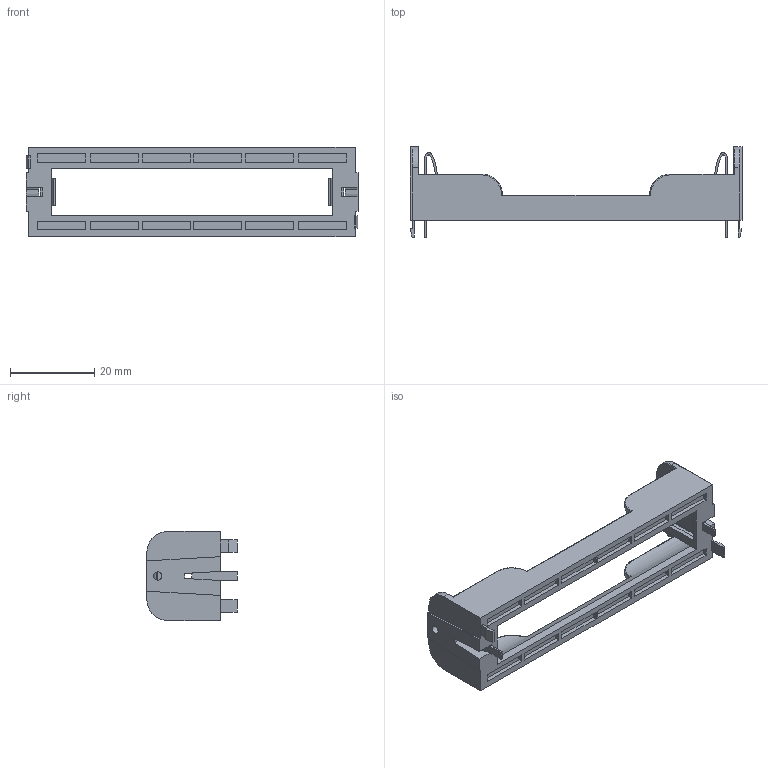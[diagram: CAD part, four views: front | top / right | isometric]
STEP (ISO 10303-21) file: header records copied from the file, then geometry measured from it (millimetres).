
FILE_DESCRIPTION(/* description */ (''),/* implementation_level */ '2;1');
FILE_NAME(/* name */ '18650_1_through_hole.step',/* time_stamp */ '2018-05-25T13:38:59+02:00',/* author */ ('alexandre.masny'),/* organization */ (''),/* preprocessor_version */ 'ST-DEVELOPER v17',/* originating_system */ 'Autodesk Translation Framework v7.1.0.215',/* authorisation */ '');
FILE_SCHEMA (('AUTOMOTIVE_DESIGN { 1 0 10303 214 3 1 1 }'));
Length unit declared in the file: millimetre
Products named in the file (1): Assembly
Bounding box: 79 x 21.5 x 21.2 mm (x, y, z)
Volume: 5527.3 mm3; surface area: 6946.1 mm2
Topology: 3 solids, 3 shells, 207 faces, 554 edges, 360 vertices
Faces by surface type: plane 160, cylinder 31, torus 8, bspline 8
Full cylindrical faces by diameter (mm): 2 x2
Entity records: 7807 total; most frequent: CARTESIAN_POINT 2596, ORIENTED_EDGE 1108, DIRECTION 982, EDGE_CURVE 554, LINE 470, VECTOR 470, VERTEX_POINT 360, AXIS2_PLACEMENT_3D 256
